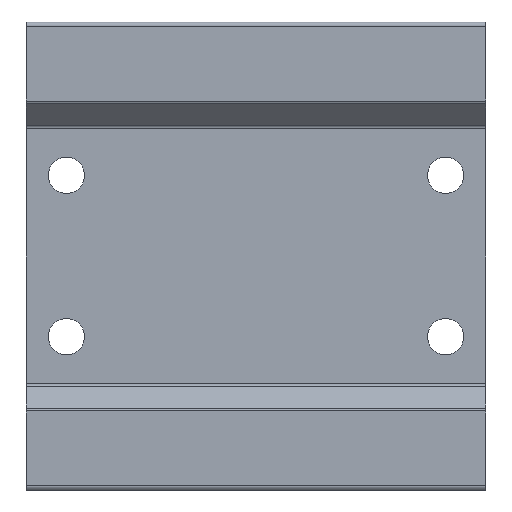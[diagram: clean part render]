
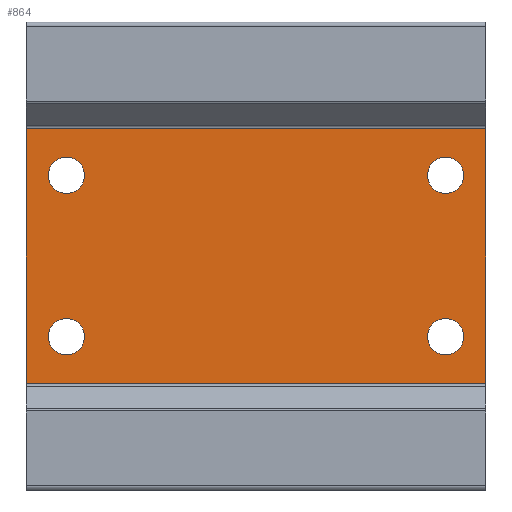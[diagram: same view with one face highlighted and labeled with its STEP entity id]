
A CAD part, front view. The second image highlights one B-rep face of the part: STEP entity #864.
In plain terms, the highlighted planar face has unit normal (0, -1, 0).
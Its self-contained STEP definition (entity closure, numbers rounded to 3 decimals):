
#30 = CARTESIAN_POINT ( 'NONE',  ( -23.5, -9.5, 12.25 ) ) ;
#157 = CIRCLE ( 'NONE', #2086, 2.25 ) ;
#169 = AXIS2_PLACEMENT_3D ( 'NONE', #3061, #1637, #174 ) ;
#174 = DIRECTION ( 'NONE',  ( 0., 0., 1. ) ) ;
#178 = EDGE_LOOP ( 'NONE', ( #2002, #1487 ) ) ;
#207 = CARTESIAN_POINT ( 'NONE',  ( 23.5, -9.5, -10. ) ) ;
#220 = FACE_OUTER_BOUND ( 'NONE', #224, .T. ) ;
#224 = EDGE_LOOP ( 'NONE', ( #3009, #1900, #1375, #1243 ) ) ;
#244 = DIRECTION ( 'NONE',  ( 0., 1., 0. ) ) ;
#254 = DIRECTION ( 'NONE',  ( 0., 0., 1. ) ) ;
#287 = FACE_BOUND ( 'NONE', #2711, .T. ) ;
#296 = AXIS2_PLACEMENT_3D ( 'NONE', #839, #2539, #1088 ) ;
#297 = ORIENTED_EDGE ( 'NONE', *, *, #1284, .T. ) ;
#310 = CARTESIAN_POINT ( 'NONE',  ( -28.5, -9.5, 16. ) ) ;
#390 = VECTOR ( 'NONE', #1652, 1000. ) ;
#436 = CIRCLE ( 'NONE', #169, 2.25 ) ;
#446 = DIRECTION ( 'NONE',  ( 0., 0., 1. ) ) ;
#451 = VERTEX_POINT ( 'NONE', #30 ) ;
#457 = CARTESIAN_POINT ( 'NONE',  ( 23.5, -9.5, -7.75 ) ) ;
#495 = EDGE_CURVE ( 'NONE', #817, #2524, #1935, .T. ) ;
#509 = LINE ( 'NONE', #555, #2440 ) ;
#517 = CARTESIAN_POINT ( 'NONE',  ( -23.5, -9.5, -10. ) ) ;
#555 = CARTESIAN_POINT ( 'NONE',  ( 28.5, -9.5, 16. ) ) ;
#660 = LINE ( 'NONE', #2275, #2515 ) ;
#678 = CARTESIAN_POINT ( 'NONE',  ( 23.5, -9.5, 10. ) ) ;
#683 = CARTESIAN_POINT ( 'NONE',  ( -28.5, -9.5, 15.793 ) ) ;
#716 = PLANE ( 'NONE',  #3035 ) ;
#729 = CARTESIAN_POINT ( 'NONE',  ( 23.5, -9.5, 12.25 ) ) ;
#732 = CIRCLE ( 'NONE', #2006, 2.25 ) ;
#756 = DIRECTION ( 'NONE',  ( 0., 0., 1. ) ) ;
#768 = CARTESIAN_POINT ( 'NONE',  ( -23.5, -9.5, 7.75 ) ) ;
#791 = AXIS2_PLACEMENT_3D ( 'NONE', #517, #2217, #756 ) ;
#817 = VERTEX_POINT ( 'NONE', #1174 ) ;
#839 = CARTESIAN_POINT ( 'NONE',  ( 23.5, -9.5, -10. ) ) ;
#859 = VERTEX_POINT ( 'NONE', #3116 ) ;
#864 = ADVANCED_FACE ( 'NONE', ( #1435, #287, #2069, #2708, #220 ), #716, .F. ) ;
#888 = ORIENTED_EDGE ( 'NONE', *, *, #2133, .T. ) ;
#898 = CARTESIAN_POINT ( 'NONE',  ( -28.5, -9.5, 15.793 ) ) ;
#912 = EDGE_CURVE ( 'NONE', #3129, #1443, #1349, .T. ) ;
#922 = DIRECTION ( 'NONE',  ( 0., 0., 1. ) ) ;
#934 = CARTESIAN_POINT ( 'NONE',  ( 23.5, -9.5, 7.75 ) ) ;
#1036 = CARTESIAN_POINT ( 'NONE',  ( -23.5, -9.5, 10. ) ) ;
#1043 = ORIENTED_EDGE ( 'NONE', *, *, #3087, .T. ) ;
#1088 = DIRECTION ( 'NONE',  ( 0., 0., 1. ) ) ;
#1090 = EDGE_CURVE ( 'NONE', #2751, #451, #2031, .T. ) ;
#1099 = VERTEX_POINT ( 'NONE', #2495 ) ;
#1102 = CIRCLE ( 'NONE', #296, 2.25 ) ;
#1148 = EDGE_CURVE ( 'NONE', #817, #1408, #660, .T. ) ;
#1174 = CARTESIAN_POINT ( 'NONE',  ( -28.5, -9.5, -15.793 ) ) ;
#1208 = DIRECTION ( 'NONE',  ( 0., 1., 0. ) ) ;
#1229 = CIRCLE ( 'NONE', #791, 2.25 ) ;
#1243 = ORIENTED_EDGE ( 'NONE', *, *, #1148, .T. ) ;
#1284 = EDGE_CURVE ( 'NONE', #1902, #859, #436, .T. ) ;
#1288 = DIRECTION ( 'NONE',  ( 0., 0., 1. ) ) ;
#1349 = CIRCLE ( 'NONE', #2885, 2.25 ) ;
#1375 = ORIENTED_EDGE ( 'NONE', *, *, #495, .F. ) ;
#1408 = VERTEX_POINT ( 'NONE', #2179 ) ;
#1432 = ORIENTED_EDGE ( 'NONE', *, *, #1090, .T. ) ;
#1435 = FACE_BOUND ( 'NONE', #2313, .T. ) ;
#1443 = VERTEX_POINT ( 'NONE', #729 ) ;
#1487 = ORIENTED_EDGE ( 'NONE', *, *, #2897, .T. ) ;
#1637 = DIRECTION ( 'NONE',  ( 0., 1., 0. ) ) ;
#1652 = DIRECTION ( 'NONE',  ( -1., 0., 0. ) ) ;
#1709 = CARTESIAN_POINT ( 'NONE',  ( -23.5, -9.5, 10. ) ) ;
#1719 = DIRECTION ( 'NONE',  ( 0., 1., 0. ) ) ;
#1754 = ORIENTED_EDGE ( 'NONE', *, *, #912, .T. ) ;
#1768 = LINE ( 'NONE', #898, #390 ) ;
#1784 = ORIENTED_EDGE ( 'NONE', *, *, #2046, .T. ) ;
#1867 = AXIS2_PLACEMENT_3D ( 'NONE', #1036, #2730, #1288 ) ;
#1900 = ORIENTED_EDGE ( 'NONE', *, *, #1921, .T. ) ;
#1902 = VERTEX_POINT ( 'NONE', #2127 ) ;
#1914 = DIRECTION ( 'NONE',  ( 0., 1., 0. ) ) ;
#1921 = EDGE_CURVE ( 'NONE', #2758, #2524, #1768, .T. ) ;
#1935 = LINE ( 'NONE', #310, #3119 ) ;
#1940 = CARTESIAN_POINT ( 'NONE',  ( -28.5, -9.5, 16. ) ) ;
#1946 = DIRECTION ( 'NONE',  ( 0., 0., 1. ) ) ;
#1976 = VERTEX_POINT ( 'NONE', #457 ) ;
#2002 = ORIENTED_EDGE ( 'NONE', *, *, #3109, .T. ) ;
#2006 = AXIS2_PLACEMENT_3D ( 'NONE', #1709, #244, #1946 ) ;
#2031 = CIRCLE ( 'NONE', #1867, 2.25 ) ;
#2046 = EDGE_CURVE ( 'NONE', #451, #2751, #732, .T. ) ;
#2069 = FACE_BOUND ( 'NONE', #178, .T. ) ;
#2086 = AXIS2_PLACEMENT_3D ( 'NONE', #678, #2377, #922 ) ;
#2127 = CARTESIAN_POINT ( 'NONE',  ( -23.5, -9.5, -12.25 ) ) ;
#2133 = EDGE_CURVE ( 'NONE', #859, #1902, #1229, .T. ) ;
#2175 = EDGE_CURVE ( 'NONE', #1408, #2758, #509, .T. ) ;
#2179 = CARTESIAN_POINT ( 'NONE',  ( 28.5, -9.5, -15.793 ) ) ;
#2217 = DIRECTION ( 'NONE',  ( 0., 1., 0. ) ) ;
#2252 = DIRECTION ( 'NONE',  ( 0., 0., 1. ) ) ;
#2275 = CARTESIAN_POINT ( 'NONE',  ( 28.5, -9.5, -15.793 ) ) ;
#2291 = EDGE_LOOP ( 'NONE', ( #1043, #1754 ) ) ;
#2313 = EDGE_LOOP ( 'NONE', ( #888, #297 ) ) ;
#2377 = DIRECTION ( 'NONE',  ( 0., 1., 0. ) ) ;
#2440 = VECTOR ( 'NONE', #2252, 1000. ) ;
#2477 = CARTESIAN_POINT ( 'NONE',  ( 28.5, -9.5, 15.793 ) ) ;
#2495 = CARTESIAN_POINT ( 'NONE',  ( 23.5, -9.5, -12.25 ) ) ;
#2501 = DIRECTION ( 'NONE',  ( 1., 0., 0. ) ) ;
#2515 = VECTOR ( 'NONE', #2501, 1000. ) ;
#2524 = VERTEX_POINT ( 'NONE', #683 ) ;
#2539 = DIRECTION ( 'NONE',  ( 0., 1., 0. ) ) ;
#2582 = CIRCLE ( 'NONE', #3042, 2.25 ) ;
#2708 = FACE_BOUND ( 'NONE', #2291, .T. ) ;
#2711 = EDGE_LOOP ( 'NONE', ( #1784, #1432 ) ) ;
#2730 = DIRECTION ( 'NONE',  ( 0., 1., 0. ) ) ;
#2735 = DIRECTION ( 'NONE',  ( 0., 0., 1. ) ) ;
#2751 = VERTEX_POINT ( 'NONE', #768 ) ;
#2758 = VERTEX_POINT ( 'NONE', #2477 ) ;
#2885 = AXIS2_PLACEMENT_3D ( 'NONE', #3131, #1719, #254 ) ;
#2893 = DIRECTION ( 'NONE',  ( 0., 0., 1. ) ) ;
#2897 = EDGE_CURVE ( 'NONE', #1099, #1976, #1102, .T. ) ;
#3009 = ORIENTED_EDGE ( 'NONE', *, *, #2175, .T. ) ;
#3035 = AXIS2_PLACEMENT_3D ( 'NONE', #1940, #1208, #2893 ) ;
#3042 = AXIS2_PLACEMENT_3D ( 'NONE', #207, #1914, #446 ) ;
#3061 = CARTESIAN_POINT ( 'NONE',  ( -23.5, -9.5, -10. ) ) ;
#3087 = EDGE_CURVE ( 'NONE', #1443, #3129, #157, .T. ) ;
#3109 = EDGE_CURVE ( 'NONE', #1976, #1099, #2582, .T. ) ;
#3116 = CARTESIAN_POINT ( 'NONE',  ( -23.5, -9.5, -7.75 ) ) ;
#3119 = VECTOR ( 'NONE', #2735, 1000. ) ;
#3129 = VERTEX_POINT ( 'NONE', #934 ) ;
#3131 = CARTESIAN_POINT ( 'NONE',  ( 23.5, -9.5, 10. ) ) ;
